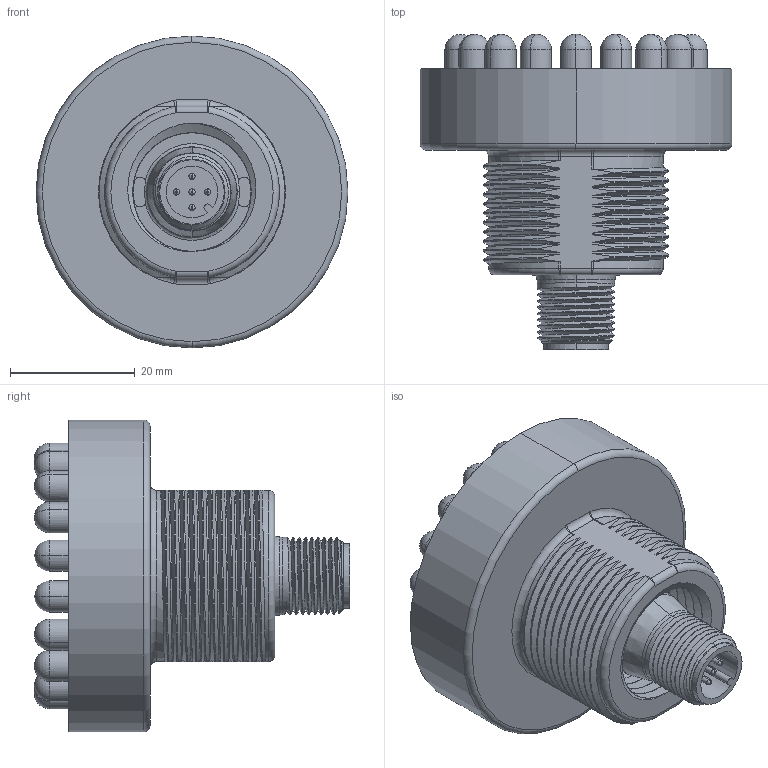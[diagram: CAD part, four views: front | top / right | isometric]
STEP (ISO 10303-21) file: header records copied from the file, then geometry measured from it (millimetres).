
FILE_DESCRIPTION((''),'2;1');
FILE_NAME('144872_SM01_ASM','2025-06-27T11:02:59',('banengservice'),('BANNER ENGINEERING'),'CREO PARAMETRIC BY PTC INC, 2022414','CREO PARAMETRIC BY PTC INC, 2022414','');
FILE_SCHEMA(('CONFIG_CONTROL_DESIGN'));
Length unit declared in the file: millimetre
Products named in the file (2): 144872_EP01; 144872_SM01_ASM
Assembly tree (1 placements, depth 2):
  144872_SM01_ASM
    144872_EP01
Bounding box: 50 x 50.55 x 50 mm (x, y, z)
Volume: 38510.7 mm3; surface area: 12953.9 mm2
Topology: 1 solids, 1 shells, 326 faces, 843 edges, 514 vertices
Faces by surface type: cylinder 141, bspline 87, sphere 40, plane 32, torus 18, cone 8
Entity records: 16418 total; most frequent: CARTESIAN_POINT 9149, ORIENTED_EDGE 1614, DIRECTION 1326, EDGE_CURVE 807, AXIS2_PLACEMENT_3D 542, VERTEX_POINT 514, EDGE_LOOP 357, FACE_OUTER_BOUND 326
